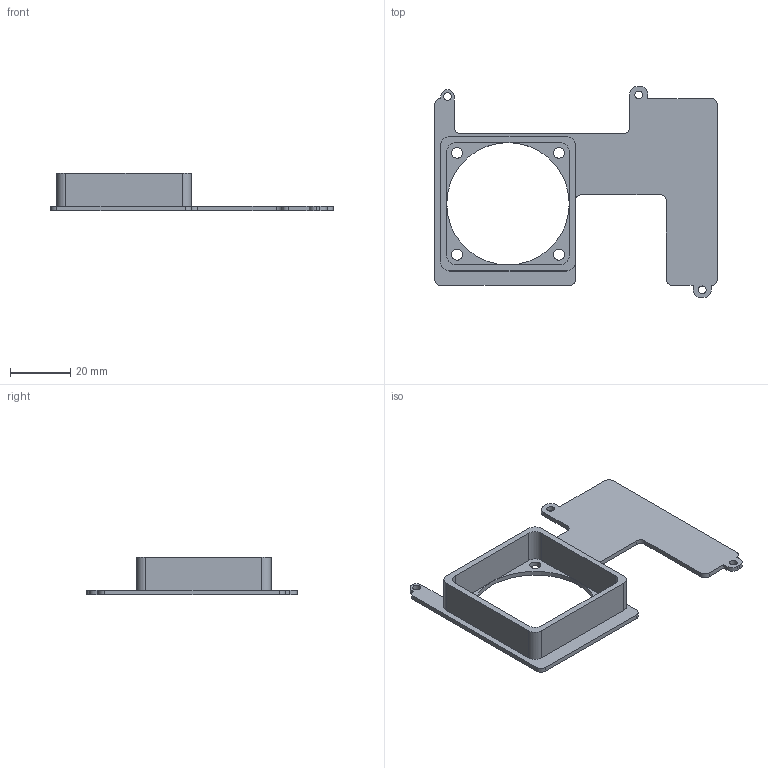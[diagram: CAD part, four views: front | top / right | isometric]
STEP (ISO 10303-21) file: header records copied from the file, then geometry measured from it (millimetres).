
FILE_DESCRIPTION(/* description */ (''),/* implementation_level */ '2;1');
FILE_NAME(/* name */ 'Raspberry Pi Top Case 2e gen v6.step',/* time_stamp */ '2023-11-23T21:28:07-05:00',/* author */ (''),/* organization */ (''),/* preprocessor_version */ 'ST-DEVELOPER v20',/* originating_system */ 'Autodesk Translation Framework v12.14.0.127',/* authorisation */ '');
FILE_SCHEMA (('AUTOMOTIVE_DESIGN { 1 0 10303 214 3 1 1 }'));
Length unit declared in the file: millimetre
Products named in the file (1): Raspberry Pi Top Case 2e gen
Bounding box: 93.5 x 69.8 x 12.5 mm (x, y, z)
Volume: 8108.7 mm3; surface area: 10348.3 mm2
Topology: 1 solids, 1 shells, 64 faces, 178 edges, 117 vertices
Faces by surface type: cylinder 32, plane 32
Full cylindrical faces by diameter (mm): 2.6 x3, 3.6 x4, 40.5 x1
Entity records: 2207 total; most frequent: DIRECTION 375, CARTESIAN_POINT 360, ORIENTED_EDGE 356, EDGE_CURVE 178, AXIS2_PLACEMENT_3D 132, VERTEX_POINT 117, LINE 111, VECTOR 111
